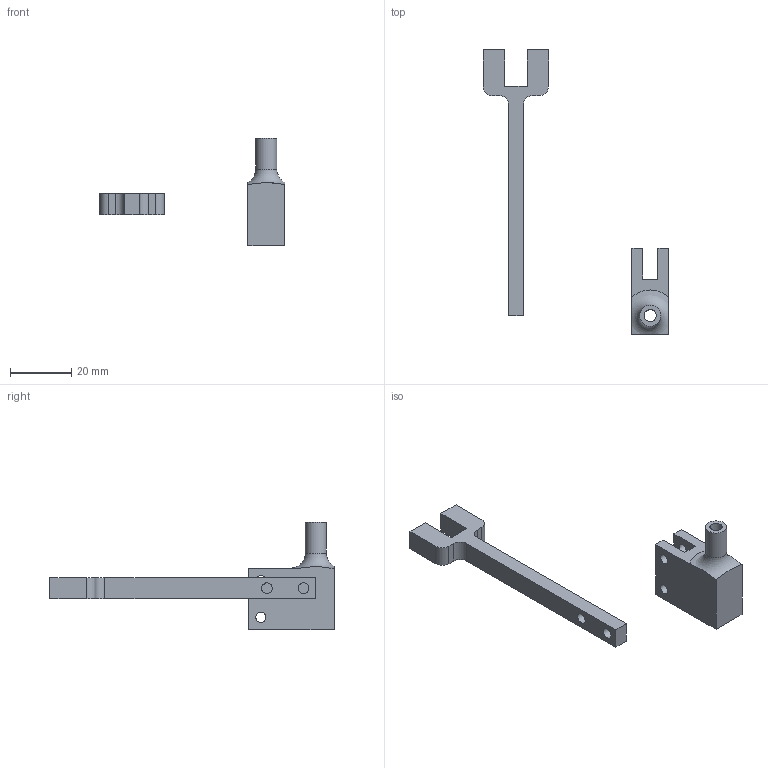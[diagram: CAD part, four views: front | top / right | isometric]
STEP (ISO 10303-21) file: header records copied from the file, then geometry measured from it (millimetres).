
FILE_DESCRIPTION(/* description */ ('STEP AP242','CAx-IF Rec.Pracs.---Representation and Presentation of Product Manufacturing Information (PMI)---4.0---2014-10-13','CAx-IF Rec.Pracs.---3D Tessellated Geometry---0.4---2014-09-14','2;1'),/* implementation_level */ '2;1');
FILE_NAME(/* name */ '68357b57b0d4232e8b1c1ea1',/* time_stamp */ '2025-05-27T08:44:08Z',/* author */ (''),/* organization */ (''),/* preprocessor_version */ 'ST-DEVELOPER v20',/* originating_system */ 'ONSHAPE BY PTC INC, 1.198',/* authorisation */ ' ');
FILE_SCHEMA (('AP242_MANAGED_MODEL_BASED_3D_ENGINEERING_MIM_LF { 1 0 10303 442 1 1 4 }'));
Length unit declared in the file: metre
Products named in the file (2): watering_hose; hose_stand
Bounding box: 60.57 x 93 x 35 mm (x, y, z)
Volume: 9658.4 mm3; surface area: 6374.5 mm2
Topology: 2 solids, 2 shells, 44 faces, 118 edges, 80 vertices
Faces by surface type: plane 29, cylinder 14, torus 1
Full cylindrical faces by diameter (mm): 3.3 x4, 3.5 x2, 4 x1, 4.5 x2, 6.9 x1
Entity records: 1361 total; most frequent: CARTESIAN_POINT 236, DIRECTION 221, ORIENTED_EDGE 202, EDGE_CURVE 101, AXIS2_PLACEMENT_3D 77, VERTEX_POINT 74, EDGE_LOOP 71, FACE_BOUND 71
